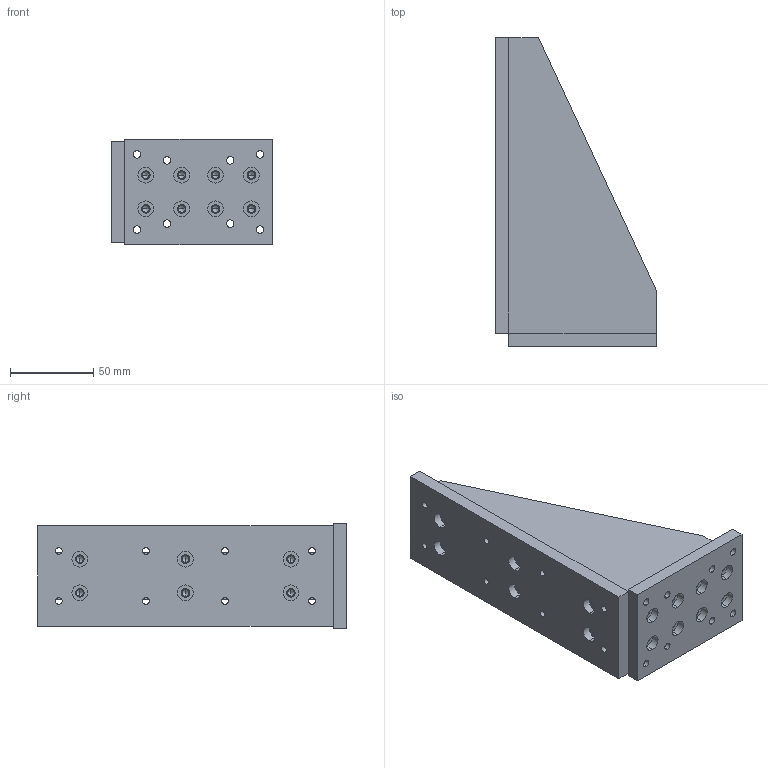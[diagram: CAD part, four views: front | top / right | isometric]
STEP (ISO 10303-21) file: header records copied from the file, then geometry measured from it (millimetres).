
FILE_DESCRIPTION (( 'STEP AP214' ), '1' );
FILE_NAME ('LAVLACC-005.step', '2016-04-25T19:32:35', ( '' ), ( '' ), 'SwSTEP 2.0', 'SolidWorks 2015', '' );
FILE_SCHEMA (( 'AUTOMOTIVE_DESIGN' ));
Length unit declared in the file: inch
Products named in the file (1): LAVLACC-005
Bounding box: 96.84 x 185.74 x 63.5 mm (x, y, z)
Volume: 283154 mm3; surface area: 94704.8 mm2
Topology: 4 solids, 4 shells, 208 faces, 518 edges, 326 vertices
Faces by surface type: cylinder 132, plane 48, cone 28
Entity records: 9011 total; most frequent: DIRECTION 1184, CARTESIAN_POINT 1025, ORIENTED_EDGE 980, EDGE_CURVE 490, AXIS2_PLACEMENT_3D 485, VERTEX_POINT 326, EDGE_LOOP 304, CIRCLE 276
